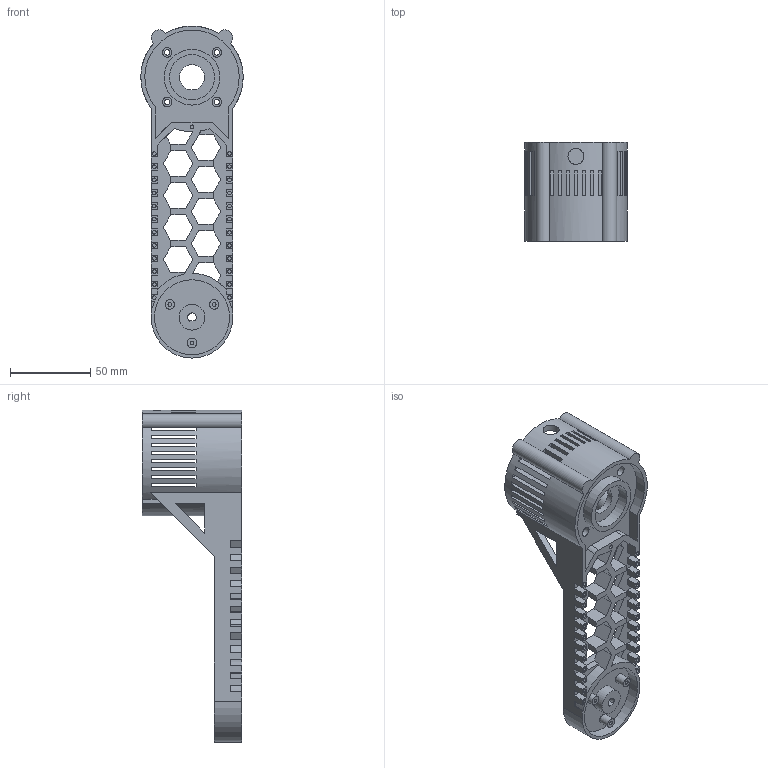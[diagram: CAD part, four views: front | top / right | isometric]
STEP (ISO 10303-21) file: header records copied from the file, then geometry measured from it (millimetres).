
FILE_DESCRIPTION(/* description */ (''),/* implementation_level */ '2;1');
FILE_NAME(/* name */ 'BRACHIUM MAIN 1 V2.step',/* time_stamp */ '2024-07-31T02:19:36-04:00',/* author */ (''),/* organization */ (''),/* preprocessor_version */ 'ST-DEVELOPER v20',/* originating_system */ 'Autodesk Translation Framework v13.14.0.145',/* authorisation */ '');
FILE_SCHEMA (('AUTOMOTIVE_DESIGN { 1 0 10303 214 3 1 1 }'));
Length unit declared in the file: millimetre
Products named in the file (1): BRACHIUM
Bounding box: 64 x 62 x 207.45 mm (x, y, z)
Volume: 124261.6 mm3; surface area: 69836 mm2
Topology: 1 solids, 29 shells, 582 faces, 1363 edges, 903 vertices
Faces by surface type: plane 447, cylinder 135
Full cylindrical faces by diameter (mm): 2 x28, 2.3 x52, 2.85 x4, 3.4 x4, 6 x7, 10 x1, 15.8 x2, 16 x1, 28.2 x1, 34.8 x1, 46.9 x2
Entity records: 16854 total; most frequent: CARTESIAN_POINT 2929, DIRECTION 2899, ORIENTED_EDGE 2726, EDGE_CURVE 1363, LINE 981, VECTOR 981, AXIS2_PLACEMENT_3D 959, VERTEX_POINT 903
